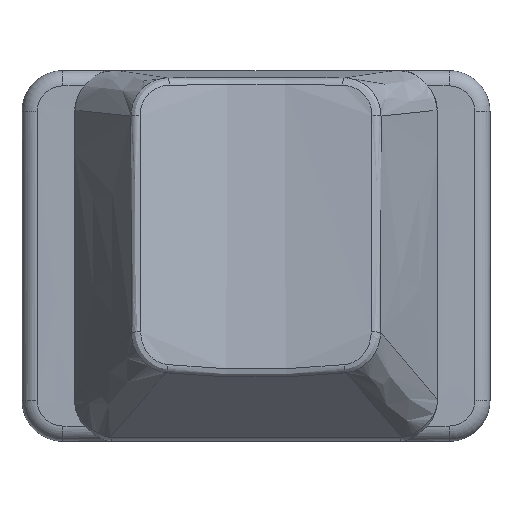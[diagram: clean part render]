
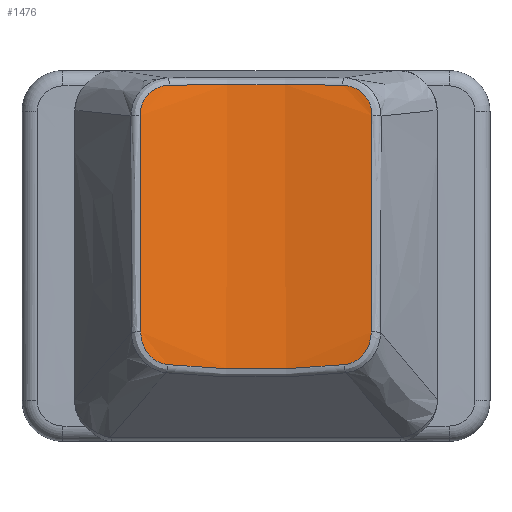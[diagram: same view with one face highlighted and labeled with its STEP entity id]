
A CAD part, top view. The second image highlights one B-rep face of the part: STEP entity #1476.
In plain terms, the highlighted free-form (B-spline) face has degree [2, 1] with [3, 2] control points.
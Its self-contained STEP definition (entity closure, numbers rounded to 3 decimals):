
#18=(
BOUNDED_SURFACE()
B_SPLINE_SURFACE(2,1,((#3492,#3493),(#3494,#3495),(#3496,#3497)),
 .UNSPECIFIED.,.F.,.F.,.F.)
B_SPLINE_SURFACE_WITH_KNOTS((3,3),(2,2),(-1.837,-1.304),
(0.,1.692),.UNSPECIFIED.)
GEOMETRIC_REPRESENTATION_ITEM()
RATIONAL_B_SPLINE_SURFACE(((1.,1.),(0.965,0.965),
(1.,1.)))
REPRESENTATION_ITEM('')
SURFACE()
);
#267=ELLIPSE('',#1574,17.86,15.449);
#269=ELLIPSE('',#1580,18.706,16.121);
#322=FACE_OUTER_BOUND('',#414,.T.);
#414=EDGE_LOOP('',(#1139,#1140,#1141,#1142,#1143,#1144,#1145,#1146));
#522=B_SPLINE_CURVE_WITH_KNOTS('',3,(#3253,#3254,#3255,#3256,#3257,#3258),
 .UNSPECIFIED.,.F.,.F.,(4,1,1,4),(0.,0.066,
0.132,0.231),.UNSPECIFIED.);
#523=B_SPLINE_CURVE_WITH_KNOTS('',3,(#3281,#3282,#3283,#3284),
 .UNSPECIFIED.,.F.,.F.,(4,4),(0.,1.068),
 .UNSPECIFIED.);
#525=B_SPLINE_CURVE_WITH_KNOTS('',3,(#3318,#3319,#3320,#3321,#3322,#3323,
#3324,#3325,#3326,#3327,#3328,#3329,#3330,#3331,#3332,#3333,#3334,#3335,
#3336,#3337,#3338,#3339,#3340,#3341,#3342,#3343,#3344,#3345),
 .UNSPECIFIED.,.F.,.F.,(4,3,3,3,3,3,3,3,3,4),(0.,0.028,0.057,
0.088,0.102,0.136,0.165,
0.192,0.218,0.238),.UNSPECIFIED.);
#526=B_SPLINE_CURVE_WITH_KNOTS('',3,(#3402,#3403,#3404,#3405,#3406,#3407,
#3408,#3409,#3410,#3411,#3412,#3413,#3414,#3415,#3416,#3417,#3418,#3419,
#3420,#3421,#3422,#3423,#3424,#3425,#3426,#3427,#3428,#3429),
 .UNSPECIFIED.,.F.,.F.,(4,3,3,3,3,3,3,3,3,4),(0.,0.026,
0.053,0.081,0.102,0.151,
0.17,0.198,0.226,0.238),
 .UNSPECIFIED.);
#527=B_SPLINE_CURVE_WITH_KNOTS('',3,(#3452,#3453,#3454,#3455),
 .UNSPECIFIED.,.F.,.F.,(4,4),(0.,1.068),.UNSPECIFIED.);
#528=B_SPLINE_CURVE_WITH_KNOTS('',3,(#3486,#3487,#3488,#3489,#3490,#3491),
 .UNSPECIFIED.,.F.,.F.,(4,1,1,4),(0.,0.099,
0.165,0.231),.UNSPECIFIED.);
#639=VERTEX_POINT('',#3216);
#640=VERTEX_POINT('',#3218);
#641=VERTEX_POINT('',#3251);
#642=VERTEX_POINT('',#3279);
#643=VERTEX_POINT('',#3310);
#645=VERTEX_POINT('',#3366);
#646=VERTEX_POINT('',#3400);
#647=VERTEX_POINT('',#3450);
#821=EDGE_CURVE('',#640,#639,#267,.T.);
#823=EDGE_CURVE('',#639,#641,#522,.T.);
#825=EDGE_CURVE('',#641,#642,#523,.T.);
#828=EDGE_CURVE('',#642,#643,#525,.T.);
#831=EDGE_CURVE('',#643,#645,#269,.T.);
#833=EDGE_CURVE('',#645,#646,#526,.T.);
#835=EDGE_CURVE('',#646,#647,#527,.T.);
#836=EDGE_CURVE('',#647,#640,#528,.T.);
#1139=ORIENTED_EDGE('',*,*,#821,.F.);
#1140=ORIENTED_EDGE('',*,*,#836,.F.);
#1141=ORIENTED_EDGE('',*,*,#835,.F.);
#1142=ORIENTED_EDGE('',*,*,#833,.F.);
#1143=ORIENTED_EDGE('',*,*,#831,.F.);
#1144=ORIENTED_EDGE('',*,*,#828,.F.);
#1145=ORIENTED_EDGE('',*,*,#825,.F.);
#1146=ORIENTED_EDGE('',*,*,#823,.F.);
#1476=ADVANCED_FACE('',(#322),#18,.F.);
#1574=AXIS2_PLACEMENT_3D('',#3220,#1762,#1763);
#1580=AXIS2_PLACEMENT_3D('',#3369,#1774,#1775);
#1762=DIRECTION('center_axis',(0.,0.874,-0.485));
#1763=DIRECTION('ref_axis',(1.,0.,0.));
#1774=DIRECTION('center_axis',(0.,-0.996,-0.091));
#1775=DIRECTION('ref_axis',(1.,0.,0.));
#3216=CARTESIAN_POINT('',(-4.321,-5.334,6.32));
#3218=CARTESIAN_POINT('',(4.321,-5.334,6.32));
#3220=CARTESIAN_POINT('Origin',(0.,1.94,19.427));
#3251=CARTESIAN_POINT('',(-5.643,-3.73,6.433));
#3253=CARTESIAN_POINT('Ctrl Pts',(-4.321,-5.334,6.32));
#3254=CARTESIAN_POINT('Ctrl Pts',(-4.532,-5.312,6.36));
#3255=CARTESIAN_POINT('Ctrl Pts',(-4.946,-5.168,6.433));
#3256=CARTESIAN_POINT('Ctrl Pts',(-5.492,-4.611,6.499));
#3257=CARTESIAN_POINT('Ctrl Pts',(-5.642,-4.058,6.473));
#3258=CARTESIAN_POINT('Ctrl Pts',(-5.643,-3.73,6.433));
#3279=CARTESIAN_POINT('',(-5.679,6.869,5.141));
#3281=CARTESIAN_POINT('Ctrl Pts',(-5.643,-3.73,6.433));
#3282=CARTESIAN_POINT('Ctrl Pts',(-5.653,-0.197,6.001));
#3283=CARTESIAN_POINT('Ctrl Pts',(-5.665,3.336,5.571));
#3284=CARTESIAN_POINT('Ctrl Pts',(-5.679,6.869,5.141));
#3310=CARTESIAN_POINT('',(-4.242,8.356,4.623));
#3318=CARTESIAN_POINT('Ctrl Pts',(-5.679,6.869,5.141));
#3319=CARTESIAN_POINT('Ctrl Pts',(-5.679,6.962,5.129));
#3320=CARTESIAN_POINT('Ctrl Pts',(-5.671,7.055,5.116));
#3321=CARTESIAN_POINT('Ctrl Pts',(-5.655,7.147,5.1));
#3322=CARTESIAN_POINT('Ctrl Pts',(-5.639,7.241,5.084));
#3323=CARTESIAN_POINT('Ctrl Pts',(-5.614,7.334,5.066));
#3324=CARTESIAN_POINT('Ctrl Pts',(-5.581,7.423,5.047));
#3325=CARTESIAN_POINT('Ctrl Pts',(-5.546,7.518,5.026));
#3326=CARTESIAN_POINT('Ctrl Pts',(-5.502,7.608,5.003));
#3327=CARTESIAN_POINT('Ctrl Pts',(-5.449,7.692,4.979));
#3328=CARTESIAN_POINT('Ctrl Pts',(-5.426,7.73,4.968));
#3329=CARTESIAN_POINT('Ctrl Pts',(-5.4,7.767,4.957));
#3330=CARTESIAN_POINT('Ctrl Pts',(-5.373,7.803,4.946));
#3331=CARTESIAN_POINT('Ctrl Pts',(-5.306,7.889,4.919));
#3332=CARTESIAN_POINT('Ctrl Pts',(-5.23,7.966,4.89));
#3333=CARTESIAN_POINT('Ctrl Pts',(-5.146,8.033,4.862));
#3334=CARTESIAN_POINT('Ctrl Pts',(-5.075,8.09,4.837));
#3335=CARTESIAN_POINT('Ctrl Pts',(-4.998,8.14,4.813));
#3336=CARTESIAN_POINT('Ctrl Pts',(-4.918,8.182,4.789));
#3337=CARTESIAN_POINT('Ctrl Pts',(-4.841,8.222,4.767));
#3338=CARTESIAN_POINT('Ctrl Pts',(-4.761,8.256,4.745));
#3339=CARTESIAN_POINT('Ctrl Pts',(-4.679,8.283,4.723));
#3340=CARTESIAN_POINT('Ctrl Pts',(-4.599,8.309,4.703));
#3341=CARTESIAN_POINT('Ctrl Pts',(-4.517,8.328,4.683));
#3342=CARTESIAN_POINT('Ctrl Pts',(-4.434,8.34,4.664));
#3343=CARTESIAN_POINT('Ctrl Pts',(-4.371,8.35,4.65));
#3344=CARTESIAN_POINT('Ctrl Pts',(-4.306,8.355,4.636));
#3345=CARTESIAN_POINT('Ctrl Pts',(-4.242,8.356,4.623));
#3366=CARTESIAN_POINT('',(4.242,8.356,4.623));
#3369=CARTESIAN_POINT('Origin',(0.,6.93,20.26));
#3400=CARTESIAN_POINT('',(5.679,6.869,5.141));
#3402=CARTESIAN_POINT('Ctrl Pts',(4.242,8.356,4.623));
#3403=CARTESIAN_POINT('Ctrl Pts',(4.325,8.355,4.64));
#3404=CARTESIAN_POINT('Ctrl Pts',(4.409,8.347,4.658));
#3405=CARTESIAN_POINT('Ctrl Pts',(4.491,8.332,4.677));
#3406=CARTESIAN_POINT('Ctrl Pts',(4.575,8.316,4.697));
#3407=CARTESIAN_POINT('Ctrl Pts',(4.657,8.294,4.717));
#3408=CARTESIAN_POINT('Ctrl Pts',(4.737,8.265,4.738));
#3409=CARTESIAN_POINT('Ctrl Pts',(4.822,8.234,4.761));
#3410=CARTESIAN_POINT('Ctrl Pts',(4.904,8.196,4.784));
#3411=CARTESIAN_POINT('Ctrl Pts',(4.982,8.15,4.808));
#3412=CARTESIAN_POINT('Ctrl Pts',(5.039,8.116,4.826));
#3413=CARTESIAN_POINT('Ctrl Pts',(5.094,8.077,4.844));
#3414=CARTESIAN_POINT('Ctrl Pts',(5.146,8.035,4.861));
#3415=CARTESIAN_POINT('Ctrl Pts',(5.266,7.938,4.902));
#3416=CARTESIAN_POINT('Ctrl Pts',(5.37,7.82,4.943));
#3417=CARTESIAN_POINT('Ctrl Pts',(5.452,7.688,4.981));
#3418=CARTESIAN_POINT('Ctrl Pts',(5.486,7.634,4.996));
#3419=CARTESIAN_POINT('Ctrl Pts',(5.516,7.578,5.011));
#3420=CARTESIAN_POINT('Ctrl Pts',(5.542,7.52,5.025));
#3421=CARTESIAN_POINT('Ctrl Pts',(5.58,7.437,5.045));
#3422=CARTESIAN_POINT('Ctrl Pts',(5.61,7.35,5.063));
#3423=CARTESIAN_POINT('Ctrl Pts',(5.632,7.26,5.08));
#3424=CARTESIAN_POINT('Ctrl Pts',(5.654,7.172,5.097));
#3425=CARTESIAN_POINT('Ctrl Pts',(5.668,7.081,5.112));
#3426=CARTESIAN_POINT('Ctrl Pts',(5.675,6.99,5.125));
#3427=CARTESIAN_POINT('Ctrl Pts',(5.678,6.95,5.13));
#3428=CARTESIAN_POINT('Ctrl Pts',(5.679,6.909,5.136));
#3429=CARTESIAN_POINT('Ctrl Pts',(5.679,6.869,5.141));
#3450=CARTESIAN_POINT('',(5.643,-3.73,6.433));
#3452=CARTESIAN_POINT('Ctrl Pts',(5.679,6.869,5.141));
#3453=CARTESIAN_POINT('Ctrl Pts',(5.665,3.336,5.571));
#3454=CARTESIAN_POINT('Ctrl Pts',(5.653,-0.197,6.001));
#3455=CARTESIAN_POINT('Ctrl Pts',(5.643,-3.73,6.433));
#3486=CARTESIAN_POINT('Ctrl Pts',(5.643,-3.73,6.433));
#3487=CARTESIAN_POINT('Ctrl Pts',(5.642,-4.058,6.473));
#3488=CARTESIAN_POINT('Ctrl Pts',(5.492,-4.611,6.499));
#3489=CARTESIAN_POINT('Ctrl Pts',(4.946,-5.168,6.433));
#3490=CARTESIAN_POINT('Ctrl Pts',(4.532,-5.312,6.36));
#3491=CARTESIAN_POINT('Ctrl Pts',(4.321,-5.334,6.32));
#3492=CARTESIAN_POINT('Ctrl Pts',(5.679,-5.481,6.657));
#3493=CARTESIAN_POINT('Ctrl Pts',(5.679,11.314,4.595));
#3494=CARTESIAN_POINT('Ctrl Pts',(0.,-5.666,
5.153));
#3495=CARTESIAN_POINT('Ctrl Pts',(0.,11.129,
3.091));
#3496=CARTESIAN_POINT('Ctrl Pts',(-5.68,-5.481,6.657));
#3497=CARTESIAN_POINT('Ctrl Pts',(-5.68,11.314,4.595));
